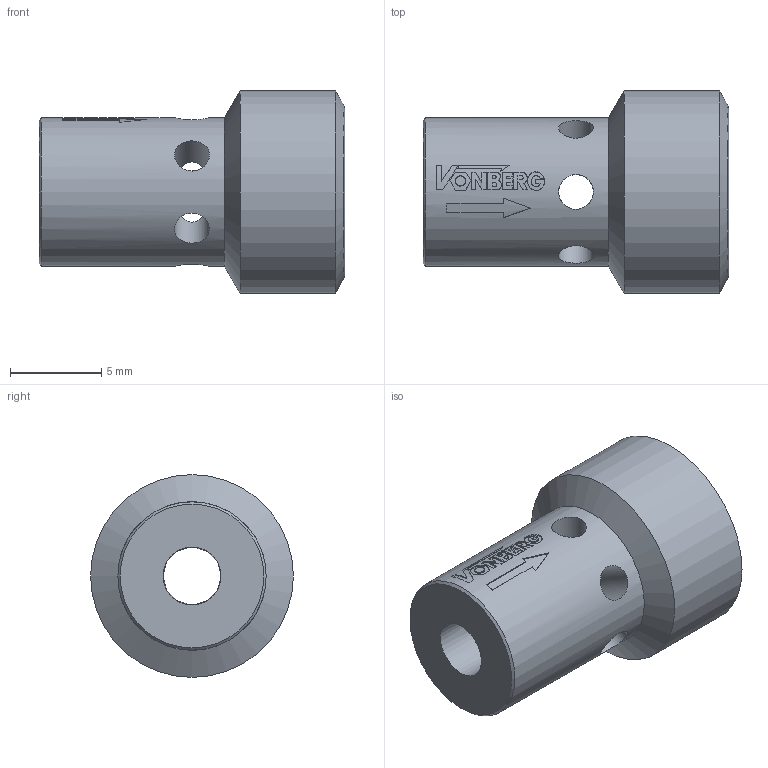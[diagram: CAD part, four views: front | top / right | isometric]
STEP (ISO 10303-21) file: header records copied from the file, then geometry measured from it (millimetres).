
FILE_DESCRIPTION((''),'2;1');
FILE_NAME('8504.stp','2015-02-17T16:23:32',('jml'),(''),'Autodesk Inventor 2010','Autodesk Inventor 2010','');
FILE_SCHEMA(('AUTOMOTIVE_DESIGN { 1 0 10303 214 1 1 1 1 }'));
Length unit declared in the file: inch
Products named in the file (1): 221162
Bounding box: 16.76 x 11.11 x 11.11 mm (x, y, z)
Volume: 960.7 mm3; surface area: 856.1 mm2
Topology: 1 solids, 1 shells, 132 faces, 356 edges, 233 vertices
Faces by surface type: plane 69, bspline 32, cylinder 21, cone 10
Full cylindrical faces by diameter (mm): 1.905 x6, 8.128 x1, 11.113 x1
Entity records: 9583 total; most frequent: CARTESIAN_POINT 6530, ORIENTED_EDGE 670, DIRECTION 458, EDGE_CURVE 335, VERTEX_POINT 226, EDGE_LOOP 167, VECTOR 154, LINE 154
